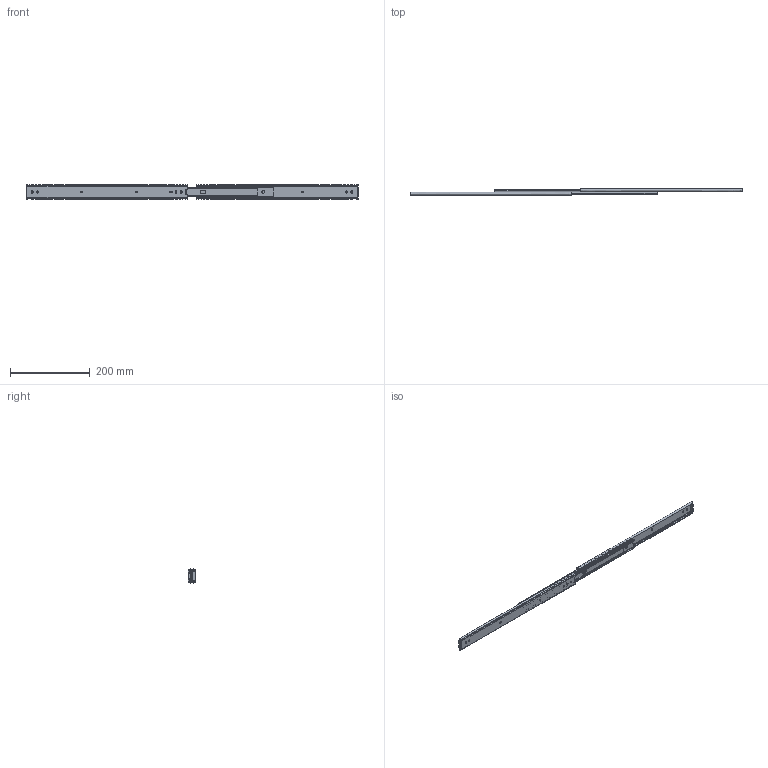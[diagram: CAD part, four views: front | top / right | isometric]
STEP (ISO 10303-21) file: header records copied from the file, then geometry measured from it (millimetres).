
FILE_DESCRIPTION((''),'2;1');
FILE_NAME('','2005-12-14T15:47:00',(''),(''),'','CADfix','');
FILE_SCHEMA(('AUTOMOTIVE_DESIGN'));
Length unit declared in the file: millimetre
Products named in the file (8): member_A_mr-1; ball; retainer_mr-1; member_B_mr-1; retainer; member_B; member_A; TM_167_16_25436_36
Assembly tree (66 placements, depth 2):
  TM_167_16_25436_36
    member_A_mr-1
    ball  x60
    retainer_mr-1
    member_B_mr-1
    retainer
    member_B
    member_A
Bounding box: 835 x 19.1 x 35.3 mm (x, y, z)
Volume: 124260.9 mm3; surface area: 184256.8 mm2
Topology: 66 solids, 66 shells, 888 faces, 2444 edges, 1748 vertices
Faces by surface type: bspline 888
Entity records: 28695 total; most frequent: CARTESIAN_POINT 14304, ORIENTED_EDGE 4652, EDGE_CURVE 2326, QUASI_UNIFORM_CURVE 1658, VERTEX_POINT 1630, EDGE_LOOP 994, FACE_OUTER_BOUND 770, ADVANCED_FACE 770
